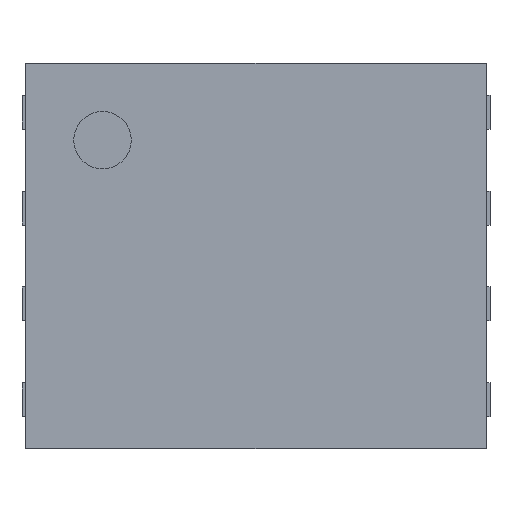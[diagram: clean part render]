
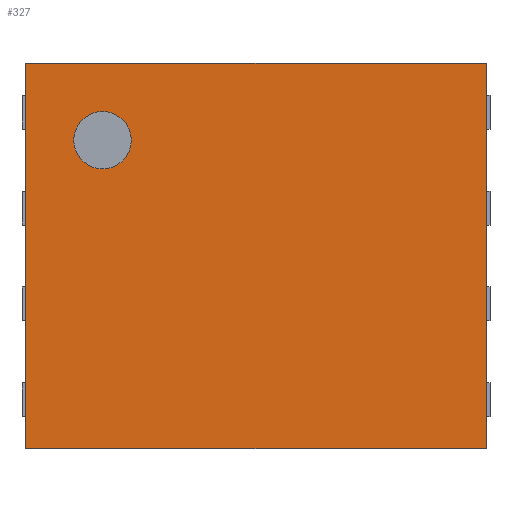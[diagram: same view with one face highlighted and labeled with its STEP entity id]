
A CAD part, top view. The second image highlights one B-rep face of the part: STEP entity #327.
In plain terms, the highlighted planar face has unit normal (0, 0, 1).
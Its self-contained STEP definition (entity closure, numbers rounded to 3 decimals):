
#138 = VERTEX_POINT('',#139);
#139 = CARTESIAN_POINT('',(0.,0.,0.8));
#146 = PLANE('',#147);
#147 = AXIS2_PLACEMENT_3D('',#148,#149,#150);
#148 = CARTESIAN_POINT('',(0.,0.,0.05));
#149 = DIRECTION('',(1.,0.,-0.));
#150 = DIRECTION('',(0.,0.,1.));
#158 = PLANE('',#159);
#159 = AXIS2_PLACEMENT_3D('',#160,#161,#162);
#160 = CARTESIAN_POINT('',(0.,0.,0.05));
#161 = DIRECTION('',(-0.,1.,0.));
#162 = DIRECTION('',(0.,0.,1.));
#199 = VERTEX_POINT('',#200);
#200 = CARTESIAN_POINT('',(0.,5.1,0.8));
#214 = PLANE('',#215);
#215 = AXIS2_PLACEMENT_3D('',#216,#217,#218);
#216 = CARTESIAN_POINT('',(0.,5.1,0.05));
#217 = DIRECTION('',(-0.,1.,0.));
#218 = DIRECTION('',(0.,0.,1.));
#226 = EDGE_CURVE('',#138,#199,#227,.T.);
#227 = SURFACE_CURVE('',#228,(#232,#239),.PCURVE_S1.);
#228 = LINE('',#229,#230);
#229 = CARTESIAN_POINT('',(0.,0.,0.8));
#230 = VECTOR('',#231,1.);
#231 = DIRECTION('',(-0.,1.,0.));
#232 = PCURVE('',#146,#233);
#233 = DEFINITIONAL_REPRESENTATION('',(#234),#238);
#234 = LINE('',#235,#236);
#235 = CARTESIAN_POINT('',(0.75,0.));
#236 = VECTOR('',#237,1.);
#237 = DIRECTION('',(0.,-1.));
#238 = ( GEOMETRIC_REPRESENTATION_CONTEXT(2) 
PARAMETRIC_REPRESENTATION_CONTEXT() REPRESENTATION_CONTEXT('2D SPACE',''
  ) );
#239 = PCURVE('',#240,#245);
#240 = PLANE('',#241);
#241 = AXIS2_PLACEMENT_3D('',#242,#243,#244);
#242 = CARTESIAN_POINT('',(0.,0.,0.8));
#243 = DIRECTION('',(0.,0.,1.));
#244 = DIRECTION('',(1.,0.,-0.));
#245 = DEFINITIONAL_REPRESENTATION('',(#246),#250);
#246 = LINE('',#247,#248);
#247 = CARTESIAN_POINT('',(0.,0.));
#248 = VECTOR('',#249,1.);
#249 = DIRECTION('',(0.,1.));
#250 = ( GEOMETRIC_REPRESENTATION_CONTEXT(2) 
PARAMETRIC_REPRESENTATION_CONTEXT() REPRESENTATION_CONTEXT('2D SPACE',''
  ) );
#279 = EDGE_CURVE('',#138,#280,#282,.T.);
#280 = VERTEX_POINT('',#281);
#281 = CARTESIAN_POINT('',(6.1,0.,0.8));
#282 = SURFACE_CURVE('',#283,(#287,#294),.PCURVE_S1.);
#283 = LINE('',#284,#285);
#284 = CARTESIAN_POINT('',(0.,0.,0.8));
#285 = VECTOR('',#286,1.);
#286 = DIRECTION('',(1.,0.,-0.));
#287 = PCURVE('',#158,#288);
#288 = DEFINITIONAL_REPRESENTATION('',(#289),#293);
#289 = LINE('',#290,#291);
#290 = CARTESIAN_POINT('',(0.75,0.));
#291 = VECTOR('',#292,1.);
#292 = DIRECTION('',(0.,1.));
#293 = ( GEOMETRIC_REPRESENTATION_CONTEXT(2) 
PARAMETRIC_REPRESENTATION_CONTEXT() REPRESENTATION_CONTEXT('2D SPACE',''
  ) );
#294 = PCURVE('',#240,#295);
#295 = DEFINITIONAL_REPRESENTATION('',(#296),#300);
#296 = LINE('',#297,#298);
#297 = CARTESIAN_POINT('',(0.,0.));
#298 = VECTOR('',#299,1.);
#299 = DIRECTION('',(1.,0.));
#300 = ( GEOMETRIC_REPRESENTATION_CONTEXT(2) 
PARAMETRIC_REPRESENTATION_CONTEXT() REPRESENTATION_CONTEXT('2D SPACE',''
  ) );
#316 = PLANE('',#317);
#317 = AXIS2_PLACEMENT_3D('',#318,#319,#320);
#318 = CARTESIAN_POINT('',(6.1,0.,0.05));
#319 = DIRECTION('',(1.,0.,-0.));
#320 = DIRECTION('',(0.,0.,1.));
#327 = ADVANCED_FACE('',(#328,#376),#240,.T.);
#328 = FACE_BOUND('',#329,.T.);
#329 = EDGE_LOOP('',(#330,#331,#332,#355));
#330 = ORIENTED_EDGE('',*,*,#226,.F.);
#331 = ORIENTED_EDGE('',*,*,#279,.T.);
#332 = ORIENTED_EDGE('',*,*,#333,.T.);
#333 = EDGE_CURVE('',#280,#334,#336,.T.);
#334 = VERTEX_POINT('',#335);
#335 = CARTESIAN_POINT('',(6.1,5.1,0.8));
#336 = SURFACE_CURVE('',#337,(#341,#348),.PCURVE_S1.);
#337 = LINE('',#338,#339);
#338 = CARTESIAN_POINT('',(6.1,0.,0.8));
#339 = VECTOR('',#340,1.);
#340 = DIRECTION('',(-0.,1.,0.));
#341 = PCURVE('',#240,#342);
#342 = DEFINITIONAL_REPRESENTATION('',(#343),#347);
#343 = LINE('',#344,#345);
#344 = CARTESIAN_POINT('',(6.1,0.));
#345 = VECTOR('',#346,1.);
#346 = DIRECTION('',(0.,1.));
#347 = ( GEOMETRIC_REPRESENTATION_CONTEXT(2) 
PARAMETRIC_REPRESENTATION_CONTEXT() REPRESENTATION_CONTEXT('2D SPACE',''
  ) );
#348 = PCURVE('',#316,#349);
#349 = DEFINITIONAL_REPRESENTATION('',(#350),#354);
#350 = LINE('',#351,#352);
#351 = CARTESIAN_POINT('',(0.75,0.));
#352 = VECTOR('',#353,1.);
#353 = DIRECTION('',(0.,-1.));
#354 = ( GEOMETRIC_REPRESENTATION_CONTEXT(2) 
PARAMETRIC_REPRESENTATION_CONTEXT() REPRESENTATION_CONTEXT('2D SPACE',''
  ) );
#355 = ORIENTED_EDGE('',*,*,#356,.F.);
#356 = EDGE_CURVE('',#199,#334,#357,.T.);
#357 = SURFACE_CURVE('',#358,(#362,#369),.PCURVE_S1.);
#358 = LINE('',#359,#360);
#359 = CARTESIAN_POINT('',(0.,5.1,0.8));
#360 = VECTOR('',#361,1.);
#361 = DIRECTION('',(1.,0.,-0.));
#362 = PCURVE('',#240,#363);
#363 = DEFINITIONAL_REPRESENTATION('',(#364),#368);
#364 = LINE('',#365,#366);
#365 = CARTESIAN_POINT('',(0.,5.1));
#366 = VECTOR('',#367,1.);
#367 = DIRECTION('',(1.,0.));
#368 = ( GEOMETRIC_REPRESENTATION_CONTEXT(2) 
PARAMETRIC_REPRESENTATION_CONTEXT() REPRESENTATION_CONTEXT('2D SPACE',''
  ) );
#369 = PCURVE('',#214,#370);
#370 = DEFINITIONAL_REPRESENTATION('',(#371),#375);
#371 = LINE('',#372,#373);
#372 = CARTESIAN_POINT('',(0.75,0.));
#373 = VECTOR('',#374,1.);
#374 = DIRECTION('',(0.,1.));
#375 = ( GEOMETRIC_REPRESENTATION_CONTEXT(2) 
PARAMETRIC_REPRESENTATION_CONTEXT() REPRESENTATION_CONTEXT('2D SPACE',''
  ) );
#376 = FACE_BOUND('',#377,.T.);
#377 = EDGE_LOOP('',(#378));
#378 = ORIENTED_EDGE('',*,*,#379,.F.);
#379 = EDGE_CURVE('',#380,#380,#382,.T.);
#380 = VERTEX_POINT('',#381);
#381 = CARTESIAN_POINT('',(1.398,4.083,0.8));
#382 = SURFACE_CURVE('',#383,(#388,#395),.PCURVE_S1.);
#383 = CIRCLE('',#384,0.381);
#384 = AXIS2_PLACEMENT_3D('',#385,#386,#387);
#385 = CARTESIAN_POINT('',(1.017,4.083,0.8));
#386 = DIRECTION('',(0.,0.,1.));
#387 = DIRECTION('',(1.,0.,-0.));
#388 = PCURVE('',#240,#389);
#389 = DEFINITIONAL_REPRESENTATION('',(#390),#394);
#390 = CIRCLE('',#391,0.381);
#391 = AXIS2_PLACEMENT_2D('',#392,#393);
#392 = CARTESIAN_POINT('',(1.017,4.083));
#393 = DIRECTION('',(1.,0.));
#394 = ( GEOMETRIC_REPRESENTATION_CONTEXT(2) 
PARAMETRIC_REPRESENTATION_CONTEXT() REPRESENTATION_CONTEXT('2D SPACE',''
  ) );
#395 = PCURVE('',#396,#401);
#396 = CYLINDRICAL_SURFACE('',#397,0.381);
#397 = AXIS2_PLACEMENT_3D('',#398,#399,#400);
#398 = CARTESIAN_POINT('',(1.017,4.083,0.7));
#399 = DIRECTION('',(0.,0.,1.));
#400 = DIRECTION('',(1.,0.,-0.));
#401 = DEFINITIONAL_REPRESENTATION('',(#402),#406);
#402 = LINE('',#403,#404);
#403 = CARTESIAN_POINT('',(0.,0.1));
#404 = VECTOR('',#405,1.);
#405 = DIRECTION('',(1.,0.));
#406 = ( GEOMETRIC_REPRESENTATION_CONTEXT(2) 
PARAMETRIC_REPRESENTATION_CONTEXT() REPRESENTATION_CONTEXT('2D SPACE',''
  ) );
